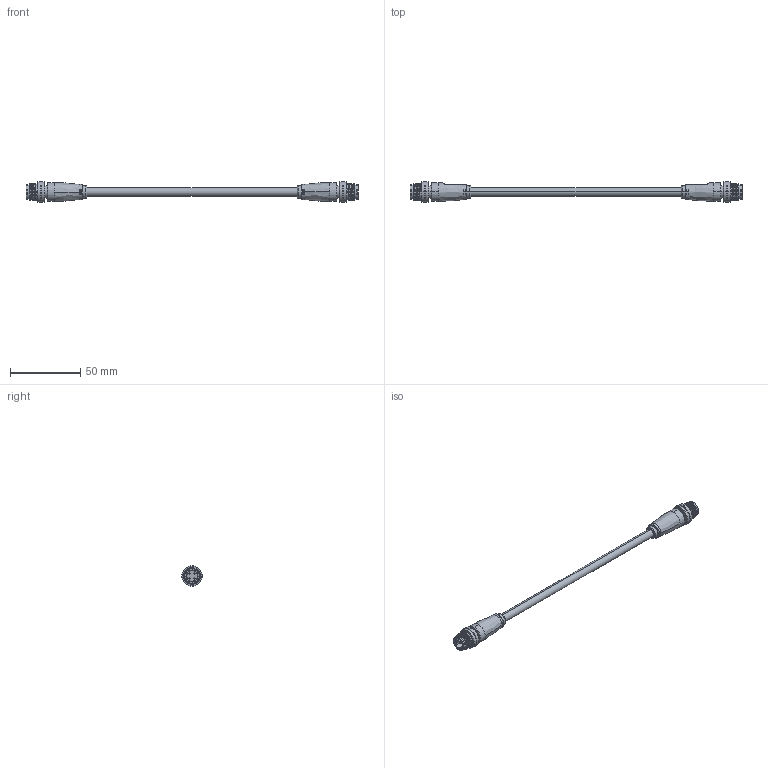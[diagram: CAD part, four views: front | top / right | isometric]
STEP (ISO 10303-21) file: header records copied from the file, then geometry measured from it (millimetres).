
FILE_DESCRIPTION (( 'STEP AP203' ), '1' );
FILE_NAME ('10-05881_revA.STEP', '2023-10-30T16:29:08', ( '' ), ( '' ), 'SwSTEP 2.0', 'SolidWorks 2021', '' );
FILE_SCHEMA (( 'CONFIG_CONTROL_DESIGN' ));
Length unit declared in the file: millimetre
Products named in the file (8): 50-01029-03___; 50-01029-04___; 30-01578_blunt cut; 50-01029_STEP; 50-01029-02_Step; 24-00349_Wire O6.8 mm; 50-01029-01___; 10-05881_revA
Assembly tree (12 placements, depth 3):
  10-05881_revA
    50-01029_STEP  x2
      50-01029-01___
      50-01029-02_Step
      50-01029-03___
      50-01029-04___
    24-00349_Wire O6.8 mm  x2
    30-01578_blunt cut
Bounding box: 236.4 x 14.5 x 14.5 mm (x, y, z)
Volume: 13608 mm3; surface area: 43969.1 mm2
Topology: 110 solids, 110 shells, 1304 faces, 2838 edges, 1814 vertices
Faces by surface type: cylinder 640, plane 404, bspline 94, torus 76, cone 74, sphere 16
Entity records: 27175 total; most frequent: CARTESIAN_POINT 7279, DIRECTION 4255, ORIENTED_EDGE 3554, AXIS2_PLACEMENT_3D 1805, EDGE_CURVE 1777, VERTEX_POINT 1167, EDGE_LOOP 1062, CIRCLE 999
